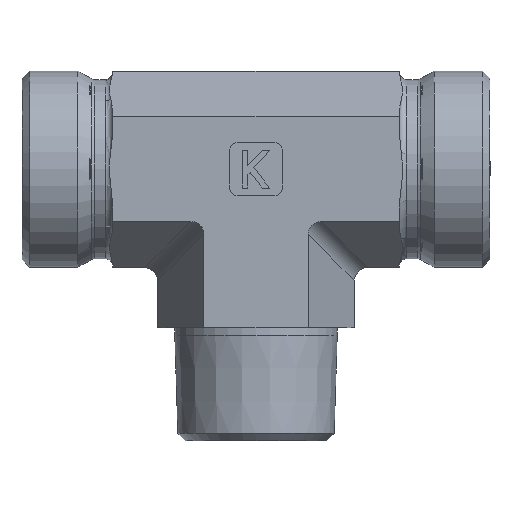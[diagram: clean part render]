
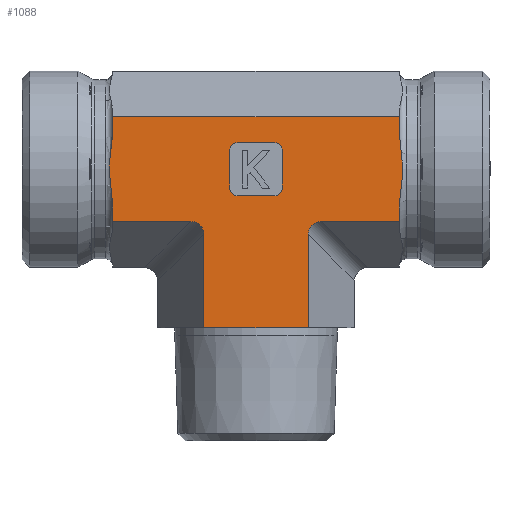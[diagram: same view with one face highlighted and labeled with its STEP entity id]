
A CAD part, left-side view. The second image highlights one B-rep face of the part: STEP entity #1088.
In plain terms, the highlighted planar face has unit normal (-1, 0, 0).
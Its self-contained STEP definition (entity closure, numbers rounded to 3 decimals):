
#253=CARTESIAN_POINT('',(-30.485,2.616,0.0));
#254=VERTEX_POINT('',#253);
#261=CARTESIAN_POINT('',(-30.485,16.472,0.0));
#262=VERTEX_POINT('',#261);
#263=CARTESIAN_POINT('',(-30.485,16.472,0.0));
#264=DIRECTION('',(0.0,-1.0,0.0));
#265=VECTOR('',#264,13.856);
#266=LINE('',#263,#265);
#267=EDGE_CURVE('',#262,#254,#266,.T.);
#467=CARTESIAN_POINT('',(-30.485,28.544,16.404));
#468=VERTEX_POINT('',#467);
#476=CARTESIAN_POINT('',(-30.485,28.544,25.596));
#477=VERTEX_POINT('',#476);
#478=CARTESIAN_POINT('',(-30.485,28.544,25.596));
#479=CARTESIAN_POINT('',(-30.485,28.544,25.087));
#480=CARTESIAN_POINT('',(-30.485,28.603,24.48));
#481=CARTESIAN_POINT('',(-30.485,28.795,23.045));
#482=CARTESIAN_POINT('',(-30.485,29.017,21.94));
#483=CARTESIAN_POINT('',(-30.485,29.017,20.06));
#484=CARTESIAN_POINT('',(-30.485,28.795,18.955));
#485=CARTESIAN_POINT('',(-30.485,28.603,17.52));
#486=CARTESIAN_POINT('',(-30.485,28.544,16.913));
#487=CARTESIAN_POINT('',(-30.485,28.544,16.404));
#488=B_SPLINE_CURVE_WITH_KNOTS('',3,(#478,#479,#480,#481,#482,#483,#484,#485,#486,#487),.UNSPECIFIED.,.F.,.U.,(4,2,2,2,4),(0.949,1.101,1.383,1.665,1.818),.UNSPECIFIED.);
#489=EDGE_CURVE('',#477,#468,#488,.T.);
#851=CARTESIAN_POINT('',(-30.485,28.544,14.072));
#852=VERTEX_POINT('',#851);
#885=CARTESIAN_POINT('',(-30.485,18.204,14.072));
#886=VERTEX_POINT('',#885);
#893=CARTESIAN_POINT('',(-30.485,18.204,14.072));
#894=DIRECTION('',(0.0,1.0,0.0));
#895=VECTOR('',#894,10.34);
#896=LINE('',#893,#895);
#897=EDGE_CURVE('',#886,#852,#896,.T.);
#917=CARTESIAN_POINT('',(-30.485,2.616,0.0));
#918=DIRECTION('',(-1.0,0.0,0.0));
#919=DIRECTION('',(0.0,0.0,1.0));
#920=AXIS2_PLACEMENT_3D('',#917,#918,#919);
#921=PLANE('',#920);
#922=CARTESIAN_POINT('',(-30.485,28.544,16.404));
#923=DIRECTION('',(0.0,0.0,-1.0));
#924=VECTOR('',#923,2.332);
#925=LINE('',#922,#924);
#926=EDGE_CURVE('',#468,#852,#925,.T.);
#927=ORIENTED_EDGE('',*,*,#926,.T.);
#928=ORIENTED_EDGE('',*,*,#897,.F.);
#929=CARTESIAN_POINT('',(-30.485,16.472,12.34));
#930=VERTEX_POINT('',#929);
#931=CARTESIAN_POINT('',(-30.485,18.781,11.762));
#932=DIRECTION('',(-1.0,0.,0.));
#933=DIRECTION('',(0.,-0.707,0.707));
#934=AXIS2_PLACEMENT_3D('',#931,#932,#933);
#935=ELLIPSE('',#934,2.582,2.);
#936=EDGE_CURVE('',#930,#886,#935,.T.);
#937=ORIENTED_EDGE('',*,*,#936,.F.);
#938=CARTESIAN_POINT('',(-30.485,16.472,0.0));
#939=DIRECTION('',(0.0,0.0,1.0));
#940=VECTOR('',#939,12.34);
#941=LINE('',#938,#940);
#942=EDGE_CURVE('',#262,#930,#941,.T.);
#943=ORIENTED_EDGE('',*,*,#942,.F.);
#944=ORIENTED_EDGE('',*,*,#267,.T.);
#945=CARTESIAN_POINT('',(-30.485,2.616,12.34));
#946=VERTEX_POINT('',#945);
#947=CARTESIAN_POINT('',(-30.485,2.616,0.0));
#948=DIRECTION('',(0.0,0.0,1.0));
#949=VECTOR('',#948,12.34);
#950=LINE('',#947,#949);
#951=EDGE_CURVE('',#254,#946,#950,.T.);
#952=ORIENTED_EDGE('',*,*,#951,.T.);
#953=CARTESIAN_POINT('',(-30.485,0.884,14.072));
#954=VERTEX_POINT('',#953);
#955=CARTESIAN_POINT('',(-30.485,0.306,11.762));
#956=DIRECTION('',(-1.0,0.,0.));
#957=DIRECTION('',(0.,0.707,0.707));
#958=AXIS2_PLACEMENT_3D('',#955,#956,#957);
#959=ELLIPSE('',#958,2.582,2.0);
#960=EDGE_CURVE('',#954,#946,#959,.T.);
#961=ORIENTED_EDGE('',*,*,#960,.F.);
#962=CARTESIAN_POINT('',(-30.485,-9.456,14.072));
#963=VERTEX_POINT('',#962);
#964=CARTESIAN_POINT('',(-30.485,0.884,14.072));
#965=DIRECTION('',(0.0,-1.0,0.0));
#966=VECTOR('',#965,10.34);
#967=LINE('',#964,#966);
#968=EDGE_CURVE('',#954,#963,#967,.T.);
#969=ORIENTED_EDGE('',*,*,#968,.T.);
#970=CARTESIAN_POINT('',(-30.485,-9.456,16.404));
#971=VERTEX_POINT('',#970);
#972=CARTESIAN_POINT('',(-30.485,-9.456,14.072));
#973=DIRECTION('',(0.0,0.0,1.0));
#974=VECTOR('',#973,2.332);
#975=LINE('',#972,#974);
#976=EDGE_CURVE('',#963,#971,#975,.T.);
#977=ORIENTED_EDGE('',*,*,#976,.T.);
#978=CARTESIAN_POINT('',(-30.485,-9.456,25.596));
#979=VERTEX_POINT('',#978);
#980=CARTESIAN_POINT('',(-30.485,-9.456,16.404));
#981=CARTESIAN_POINT('',(-30.485,-9.456,16.913));
#982=CARTESIAN_POINT('',(-30.485,-9.515,17.52));
#983=CARTESIAN_POINT('',(-30.485,-9.707,18.955));
#984=CARTESIAN_POINT('',(-30.485,-9.929,20.06));
#985=CARTESIAN_POINT('',(-30.485,-9.929,21.94));
#986=CARTESIAN_POINT('',(-30.485,-9.707,23.045));
#987=CARTESIAN_POINT('',(-30.485,-9.515,24.48));
#988=CARTESIAN_POINT('',(-30.485,-9.456,25.087));
#989=CARTESIAN_POINT('',(-30.485,-9.456,25.596));
#990=B_SPLINE_CURVE_WITH_KNOTS('',3,(#980,#981,#982,#983,#984,#985,#986,#987,#988,#989),.UNSPECIFIED.,.F.,.U.,(4,2,2,2,4),(0.949,1.101,1.383,1.665,1.818),.UNSPECIFIED.);
#991=EDGE_CURVE('',#971,#979,#990,.T.);
#992=ORIENTED_EDGE('',*,*,#991,.T.);
#993=CARTESIAN_POINT('',(-30.485,-9.456,27.928));
#994=VERTEX_POINT('',#993);
#995=CARTESIAN_POINT('',(-30.485,-9.456,25.596));
#996=DIRECTION('',(0.0,0.0,1.0));
#997=VECTOR('',#996,2.332);
#998=LINE('',#995,#997);
#999=EDGE_CURVE('',#979,#994,#998,.T.);
#1000=ORIENTED_EDGE('',*,*,#999,.T.);
#1001=CARTESIAN_POINT('',(-30.485,28.544,27.928));
#1002=VERTEX_POINT('',#1001);
#1003=CARTESIAN_POINT('',(-30.485,28.544,27.928));
#1004=DIRECTION('',(0.0,-1.0,0.0));
#1005=VECTOR('',#1004,38.0);
#1006=LINE('',#1003,#1005);
#1007=EDGE_CURVE('',#1002,#994,#1006,.T.);
#1008=ORIENTED_EDGE('',*,*,#1007,.F.);
#1009=CARTESIAN_POINT('',(-30.485,28.544,27.928));
#1010=DIRECTION('',(0.0,0.0,-1.0));
#1011=VECTOR('',#1010,2.332);
#1012=LINE('',#1009,#1011);
#1013=EDGE_CURVE('',#1002,#477,#1012,.T.);
#1014=ORIENTED_EDGE('',*,*,#1013,.T.);
#1015=ORIENTED_EDGE('',*,*,#489,.T.);
#1016=EDGE_LOOP('',(#927,#928,#937,#943,#944,#952,#961,#969,#977,#992,#1000,#1008,#1014,#1015));
#1017=FACE_OUTER_BOUND('',#1016,.T.);
#1018=CARTESIAN_POINT('',(-30.485,12.044,24.5));
#1019=VERTEX_POINT('',#1018);
#1020=CARTESIAN_POINT('',(-30.485,7.044,24.5));
#1021=VERTEX_POINT('',#1020);
#1022=CARTESIAN_POINT('',(-30.485,12.044,24.5));
#1023=DIRECTION('',(0.0,-1.0,0.0));
#1024=VECTOR('',#1023,5.);
#1025=LINE('',#1022,#1024);
#1026=EDGE_CURVE('',#1019,#1021,#1025,.T.);
#1027=ORIENTED_EDGE('',*,*,#1026,.T.);
#1028=CARTESIAN_POINT('',(-30.485,6.044,23.5));
#1029=VERTEX_POINT('',#1028);
#1030=CARTESIAN_POINT('',(-30.485,7.044,23.5));
#1031=DIRECTION('',(-1.0,0.0,0.0));
#1032=DIRECTION('',(0.0,-0.707,0.707));
#1033=AXIS2_PLACEMENT_3D('',#1030,#1031,#1032);
#1034=CIRCLE('',#1033,1.0);
#1035=EDGE_CURVE('',#1029,#1021,#1034,.T.);
#1036=ORIENTED_EDGE('',*,*,#1035,.F.);
#1037=CARTESIAN_POINT('',(-30.485,6.044,18.5));
#1038=VERTEX_POINT('',#1037);
#1039=CARTESIAN_POINT('',(-30.485,6.044,23.5));
#1040=DIRECTION('',(0.0,0.0,-1.0));
#1041=VECTOR('',#1040,5.0);
#1042=LINE('',#1039,#1041);
#1043=EDGE_CURVE('',#1029,#1038,#1042,.T.);
#1044=ORIENTED_EDGE('',*,*,#1043,.T.);
#1045=CARTESIAN_POINT('',(-30.485,7.044,17.5));
#1046=VERTEX_POINT('',#1045);
#1047=CARTESIAN_POINT('',(-30.485,7.044,18.5));
#1048=DIRECTION('',(-1.0,0.0,0.0));
#1049=DIRECTION('',(0.0,-0.707,-0.707));
#1050=AXIS2_PLACEMENT_3D('',#1047,#1048,#1049);
#1051=CIRCLE('',#1050,1.0);
#1052=EDGE_CURVE('',#1046,#1038,#1051,.T.);
#1053=ORIENTED_EDGE('',*,*,#1052,.F.);
#1054=CARTESIAN_POINT('',(-30.485,12.044,17.5));
#1055=VERTEX_POINT('',#1054);
#1056=CARTESIAN_POINT('',(-30.485,7.044,17.5));
#1057=DIRECTION('',(0.0,1.0,0.0));
#1058=VECTOR('',#1057,5.);
#1059=LINE('',#1056,#1058);
#1060=EDGE_CURVE('',#1046,#1055,#1059,.T.);
#1061=ORIENTED_EDGE('',*,*,#1060,.T.);
#1062=CARTESIAN_POINT('',(-30.485,13.044,18.5));
#1063=VERTEX_POINT('',#1062);
#1064=CARTESIAN_POINT('',(-30.485,12.044,18.5));
#1065=DIRECTION('',(-1.0,0.0,0.0));
#1066=DIRECTION('',(0.0,0.707,-0.707));
#1067=AXIS2_PLACEMENT_3D('',#1064,#1065,#1066);
#1068=CIRCLE('',#1067,1.0);
#1069=EDGE_CURVE('',#1063,#1055,#1068,.T.);
#1070=ORIENTED_EDGE('',*,*,#1069,.F.);
#1071=CARTESIAN_POINT('',(-30.485,13.044,23.5));
#1072=VERTEX_POINT('',#1071);
#1073=CARTESIAN_POINT('',(-30.485,13.044,18.5));
#1074=DIRECTION('',(0.0,0.0,1.0));
#1075=VECTOR('',#1074,5.);
#1076=LINE('',#1073,#1075);
#1077=EDGE_CURVE('',#1063,#1072,#1076,.T.);
#1078=ORIENTED_EDGE('',*,*,#1077,.T.);
#1079=CARTESIAN_POINT('',(-30.485,12.044,23.5));
#1080=DIRECTION('',(-1.0,0.0,0.0));
#1081=DIRECTION('',(0.0,0.707,0.707));
#1082=AXIS2_PLACEMENT_3D('',#1079,#1080,#1081);
#1083=CIRCLE('',#1082,1.0);
#1084=EDGE_CURVE('',#1019,#1072,#1083,.T.);
#1085=ORIENTED_EDGE('',*,*,#1084,.F.);
#1086=EDGE_LOOP('',(#1027,#1036,#1044,#1053,#1061,#1070,#1078,#1085));
#1087=FACE_BOUND('',#1086,.T.);
#1088=ADVANCED_FACE('',(#1017,#1087),#921,.T.);
